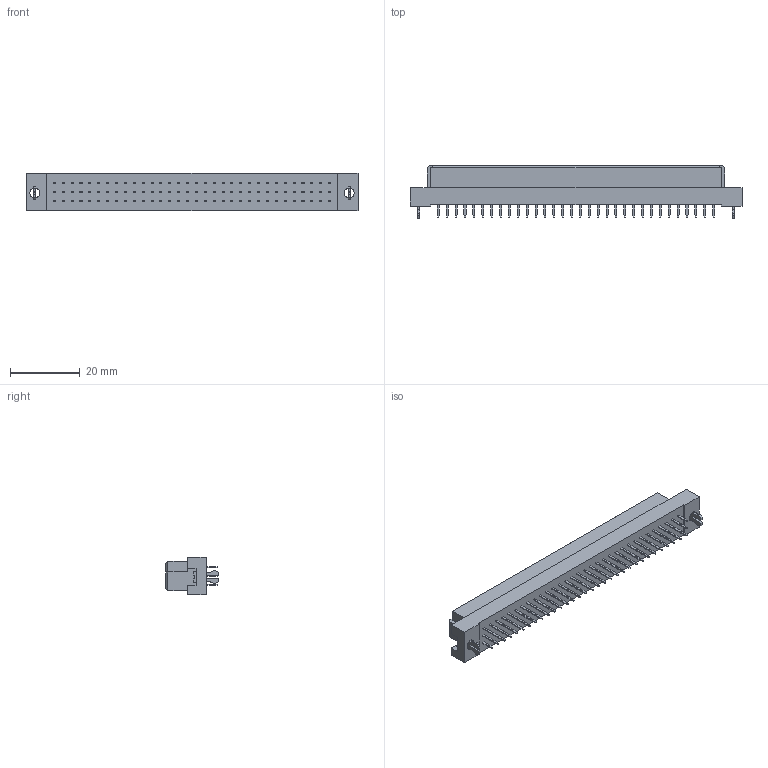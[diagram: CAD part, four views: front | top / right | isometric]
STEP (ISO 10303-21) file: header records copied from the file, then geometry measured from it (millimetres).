
FILE_DESCRIPTION (( 'STEP AP214' ), '1' );
FILE_NAME ('86093968124H55V1LF.STEP', '2022-04-07T08:36:10', ( '' ), ( '' ), 'SwSTEP 2.0', 'SolidWorks 2017', '' );
FILE_SCHEMA (( 'AUTOMOTIVE_DESIGN' ));
Length unit declared in the file: millimetre
Products named in the file (1): 86093968124H55V1LF
Bounding box: 95 x 15.1 x 10.6 mm (x, y, z)
Volume: 9307.1 mm3; surface area: 5060.2 mm2
Topology: 99 solids, 99 shells, 1552 faces, 3770 edges, 2512 vertices
Faces by surface type: plane 1348, cylinder 204
Entity records: 45754 total; most frequent: CARTESIAN_POINT 7835, ORIENTED_EDGE 7540, DIRECTION 7284, EDGE_CURVE 3770, LINE 3362, VECTOR 3362, VERTEX_POINT 2512, AXIS2_PLACEMENT_3D 1961
